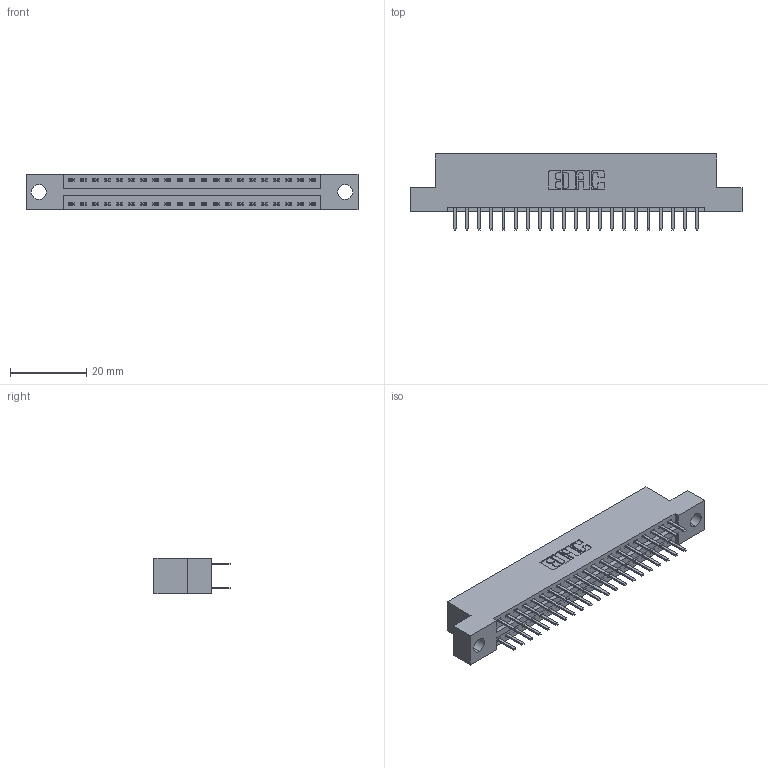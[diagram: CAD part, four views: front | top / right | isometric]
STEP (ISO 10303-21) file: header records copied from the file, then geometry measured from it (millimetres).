
FILE_DESCRIPTION (( 'STEP AP203' ), '1' );
FILE_NAME ('346-042-520-204.STEP', '2022-05-20T03:36:50', ( '' ), ( '' ), 'SwSTEP 2.0', 'SolidWorks 2020', '' );
FILE_SCHEMA (( 'CONFIG_CONTROL_DESIGN' ));
Length unit declared in the file: inch
Products named in the file (3): 346-042-520-204; 345-292-001_345-293-120; 346 Part_Flush Mounting Lugs - 0.156 Dia-TH
Assembly tree (43 placements, depth 2):
  346-042-520-204
    346 Part_Flush Mounting Lugs - 0.156 Dia-TH
    345-292-001_345-293-120  x42
Bounding box: 87.25 x 20.02 x 9.4 mm (x, y, z)
Volume: 8220.3 mm3; surface area: 10774 mm2
Topology: 43 solids, 43 shells, 2488 faces, 7211 edges, 4694 vertices
Faces by surface type: plane 1644, cylinder 844
Entity records: 17065 total; most frequent: CARTESIAN_POINT 2858, ORIENTED_EDGE 2778, DIRECTION 2557, EDGE_CURVE 1389, VECTOR 1169, LINE 1169, VERTEX_POINT 922, AXIS2_PLACEMENT_3D 694
